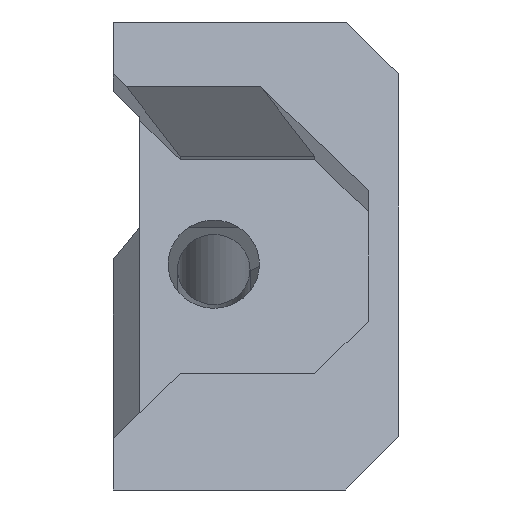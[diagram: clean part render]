
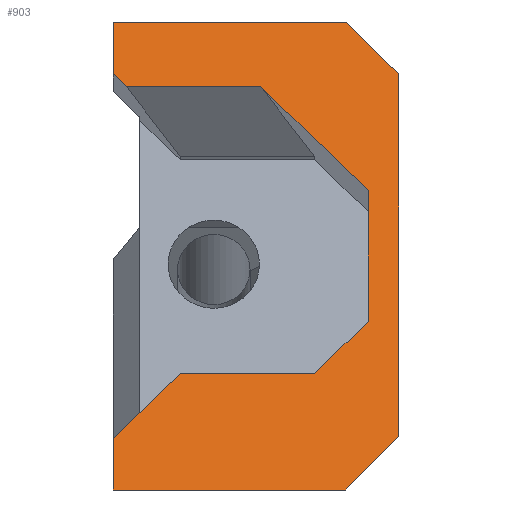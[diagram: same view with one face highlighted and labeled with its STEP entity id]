
A CAD part, left-side view. The second image highlights one B-rep face of the part: STEP entity #903.
In plain terms, the highlighted planar face has unit normal (-0.965, 0, 0.263).
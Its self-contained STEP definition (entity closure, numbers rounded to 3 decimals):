
#69=FACE_OUTER_BOUND('',#120,.T.);
#120=EDGE_LOOP('',(#791,#792,#793,#794,#795,#796,#797,#798,#799,#800,#801,
#802,#803,#804));
#163=LINE('',#1292,#283);
#170=LINE('',#1307,#290);
#174=LINE('',#1316,#294);
#202=LINE('',#1377,#322);
#215=LINE('',#1404,#335);
#217=LINE('',#1407,#337);
#218=LINE('',#1410,#338);
#224=LINE('',#1421,#344);
#232=LINE('',#1436,#352);
#235=LINE('',#1441,#355);
#236=LINE('',#1447,#356);
#239=LINE('',#1451,#359);
#240=LINE('',#1453,#360);
#241=LINE('',#1455,#361);
#283=VECTOR('',#1051,10.);
#290=VECTOR('',#1062,10.);
#294=VECTOR('',#1070,10.);
#322=VECTOR('',#1122,10.);
#335=VECTOR('',#1149,10.);
#337=VECTOR('',#1153,10.);
#338=VECTOR('',#1156,10.);
#344=VECTOR('',#1164,10.);
#352=VECTOR('',#1180,10.);
#355=VECTOR('',#1185,10.);
#356=VECTOR('',#1192,10.);
#359=VECTOR('',#1197,10.);
#360=VECTOR('',#1200,10.);
#361=VECTOR('',#1203,10.);
#390=VERTEX_POINT('',#1289);
#391=VERTEX_POINT('',#1291);
#394=VERTEX_POINT('',#1300);
#397=VERTEX_POINT('',#1305);
#400=VERTEX_POINT('',#1315);
#421=VERTEX_POINT('',#1375);
#427=VERTEX_POINT('',#1401);
#428=VERTEX_POINT('',#1403);
#429=VERTEX_POINT('',#1409);
#433=VERTEX_POINT('',#1419);
#436=VERTEX_POINT('',#1434);
#437=VERTEX_POINT('',#1439);
#438=VERTEX_POINT('',#1445);
#439=VERTEX_POINT('',#1446);
#481=EDGE_CURVE('',#391,#390,#163,.T.);
#488=EDGE_CURVE('',#397,#394,#170,.T.);
#492=EDGE_CURVE('',#400,#394,#174,.T.);
#523=EDGE_CURVE('',#421,#390,#202,.T.);
#536=EDGE_CURVE('',#428,#427,#215,.T.);
#538=EDGE_CURVE('',#427,#391,#217,.T.);
#539=EDGE_CURVE('',#428,#429,#218,.T.);
#545=EDGE_CURVE('',#433,#421,#224,.T.);
#553=EDGE_CURVE('',#436,#433,#232,.T.);
#556=EDGE_CURVE('',#437,#436,#235,.T.);
#557=EDGE_CURVE('',#438,#439,#236,.T.);
#560=EDGE_CURVE('',#439,#397,#239,.T.);
#561=EDGE_CURVE('',#429,#438,#240,.T.);
#562=EDGE_CURVE('',#437,#400,#241,.T.);
#791=ORIENTED_EDGE('',*,*,#560,.F.);
#792=ORIENTED_EDGE('',*,*,#557,.F.);
#793=ORIENTED_EDGE('',*,*,#561,.F.);
#794=ORIENTED_EDGE('',*,*,#539,.F.);
#795=ORIENTED_EDGE('',*,*,#536,.T.);
#796=ORIENTED_EDGE('',*,*,#538,.T.);
#797=ORIENTED_EDGE('',*,*,#481,.T.);
#798=ORIENTED_EDGE('',*,*,#523,.F.);
#799=ORIENTED_EDGE('',*,*,#545,.F.);
#800=ORIENTED_EDGE('',*,*,#553,.F.);
#801=ORIENTED_EDGE('',*,*,#556,.F.);
#802=ORIENTED_EDGE('',*,*,#562,.T.);
#803=ORIENTED_EDGE('',*,*,#492,.T.);
#804=ORIENTED_EDGE('',*,*,#488,.F.);
#854=PLANE('',#978);
#903=ADVANCED_FACE('',(#69),#854,.T.);
#978=AXIS2_PLACEMENT_3D('',#1454,#1201,#1202);
#1051=DIRECTION('',(0.,-1.,0.));
#1062=DIRECTION('',(0.,1.,0.));
#1070=DIRECTION('',(-0.186,-0.707,-0.682));
#1122=DIRECTION('',(-0.189,0.694,-0.694));
#1149=DIRECTION('',(-0.186,0.707,-0.682));
#1153=DIRECTION('',(-0.263,0.,-0.965));
#1156=DIRECTION('',(0.,-1.,0.));
#1164=DIRECTION('',(-0.263,0.,-0.965));
#1180=DIRECTION('',(-0.186,-0.707,-0.682));
#1185=DIRECTION('',(0.,-1.,0.));
#1192=DIRECTION('',(0.263,0.,0.965));
#1197=DIRECTION('',(0.186,0.707,0.682));
#1200=DIRECTION('',(0.186,-0.707,0.682));
#1201=DIRECTION('center_axis',(-0.965,0.,0.263));
#1202=DIRECTION('ref_axis',(-0.263,0.,-0.965));
#1203=DIRECTION('',(-0.263,0.,-0.965));
#1289=CARTESIAN_POINT('',(-8.157,-9.053,4.99));
#1291=CARTESIAN_POINT('',(-8.157,-0.413,4.99));
#1292=CARTESIAN_POINT('',(-8.157,-0.413,4.99));
#1300=CARTESIAN_POINT('',(-4.065,-0.913,19.992));
#1305=CARTESIAN_POINT('',(-4.066,-5.913,19.992));
#1307=CARTESIAN_POINT('',(-4.065,-0.413,19.992));
#1315=CARTESIAN_POINT('',(-3.934,-0.413,20.474));
#1316=CARTESIAN_POINT('',(-3.802,0.087,20.957));
#1375=CARTESIAN_POINT('',(-7.612,-11.053,6.99));
#1377=CARTESIAN_POINT('',(-7.286,-12.247,8.184));
#1401=CARTESIAN_POINT('',(-7.63,-0.413,6.92));
#1403=CARTESIAN_POINT('',(-6.973,-2.913,9.331));
#1404=CARTESIAN_POINT('',(-6.246,-5.675,11.997));
#1407=CARTESIAN_POINT('',(-6.973,-0.413,9.331));
#1409=CARTESIAN_POINT('',(-6.973,-7.913,9.331));
#1410=CARTESIAN_POINT('',(-6.973,-0.413,9.331));
#1419=CARTESIAN_POINT('',(-3.935,-11.053,20.474));
#1421=CARTESIAN_POINT('',(-3.408,-11.053,22.404));
#1434=CARTESIAN_POINT('',(-3.408,-9.053,22.404));
#1436=CARTESIAN_POINT('',(-2.971,-7.393,24.005));
#1439=CARTESIAN_POINT('',(-3.407,-0.413,22.404));
#1441=CARTESIAN_POINT('',(-3.407,-0.413,22.404));
#1445=CARTESIAN_POINT('',(-6.447,-9.913,11.261));
#1446=CARTESIAN_POINT('',(-5.118,-9.913,16.133));
#1447=CARTESIAN_POINT('',(-5.451,-9.913,14.915));
#1451=CARTESIAN_POINT('',(-4.993,-9.437,16.592));
#1453=CARTESIAN_POINT('',(-6.309,-10.437,11.766));
#1454=CARTESIAN_POINT('Origin',(-3.407,-0.413,22.404));
#1455=CARTESIAN_POINT('',(-3.407,-0.413,22.404));
